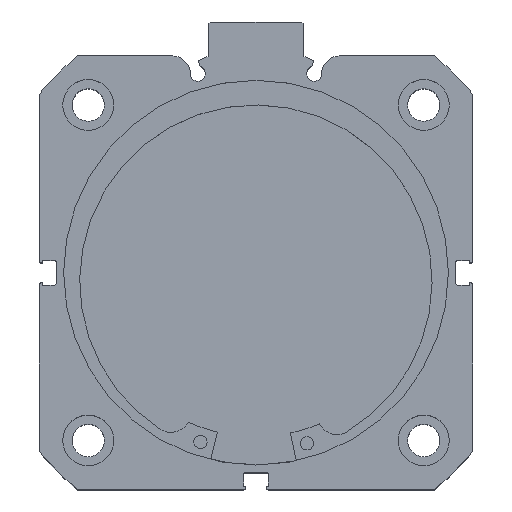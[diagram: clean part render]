
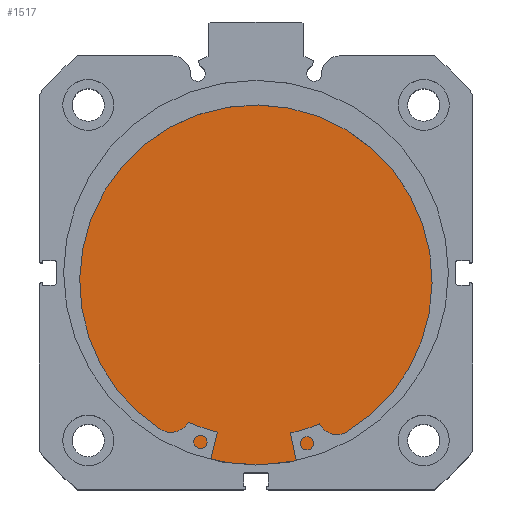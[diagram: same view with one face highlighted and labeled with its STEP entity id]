
A CAD part, top view. The second image highlights one B-rep face of the part: STEP entity #1517.
In plain terms, the highlighted face is planar.
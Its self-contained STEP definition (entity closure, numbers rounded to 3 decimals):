
#10 = CARTESIAN_POINT ( 'NONE',  ( 13., 0., 0. ) ) ;
#34 = DIRECTION ( 'NONE',  ( 0., 0., 1. ) ) ;
#35 = DIRECTION ( 'NONE',  ( -1., 0., 0. ) ) ;
#46 = CARTESIAN_POINT ( 'NONE',  ( 13., 0., 0. ) ) ;
#1185 = CARTESIAN_POINT ( 'NONE',  ( 13., 0., -51. ) ) ;
#1234 = CARTESIAN_POINT ( 'NONE',  ( 13., 0., 51. ) ) ;
#1517 = ADVANCED_FACE ( 'NONE', ( #4171 ), #2718, .F. ) ;
#2005 = VERTEX_POINT ( 'NONE', #1234 ) ;
#2371 = VERTEX_POINT ( 'NONE', #1185 ) ;
#2718 = PLANE ( 'NONE',  #4814 ) ;
#2729 = CARTESIAN_POINT ( 'NONE',  ( 13., 51., 0. ) ) ;
#2876 = DIRECTION ( 'NONE',  ( 0., 0., 1. ) ) ;
#2900 = DIRECTION ( 'NONE',  ( -1., 0., 0. ) ) ;
#3445 = ORIENTED_EDGE ( 'NONE', *, *, #4409, .F. ) ;
#3616 = ORIENTED_EDGE ( 'NONE', *, *, #4418, .F. ) ;
#3669 = EDGE_LOOP ( 'NONE', ( #3616, #3445 ) ) ;
#4171 = FACE_OUTER_BOUND ( 'NONE', #3669, .T. ) ;
#4409 = EDGE_CURVE ( 'NONE', #2371, #2005, #5527, .T. ) ;
#4418 = EDGE_CURVE ( 'NONE', #2005, #2371, #5539, .T. ) ;
#4814 = AXIS2_PLACEMENT_3D ( 'NONE', #2729, #2900, #2876 ) ;
#4964 = AXIS2_PLACEMENT_3D ( 'NONE', #46, #35, #34 ) ;
#4971 = AXIS2_PLACEMENT_3D ( 'NONE', #10, #5920, #5921 ) ;
#5527 = CIRCLE ( 'NONE', #4964, 51. ) ;
#5539 = CIRCLE ( 'NONE', #4971, 51. ) ;
#5920 = DIRECTION ( 'NONE',  ( -1., 0., 0. ) ) ;
#5921 = DIRECTION ( 'NONE',  ( 0., 0., 1. ) ) ;
